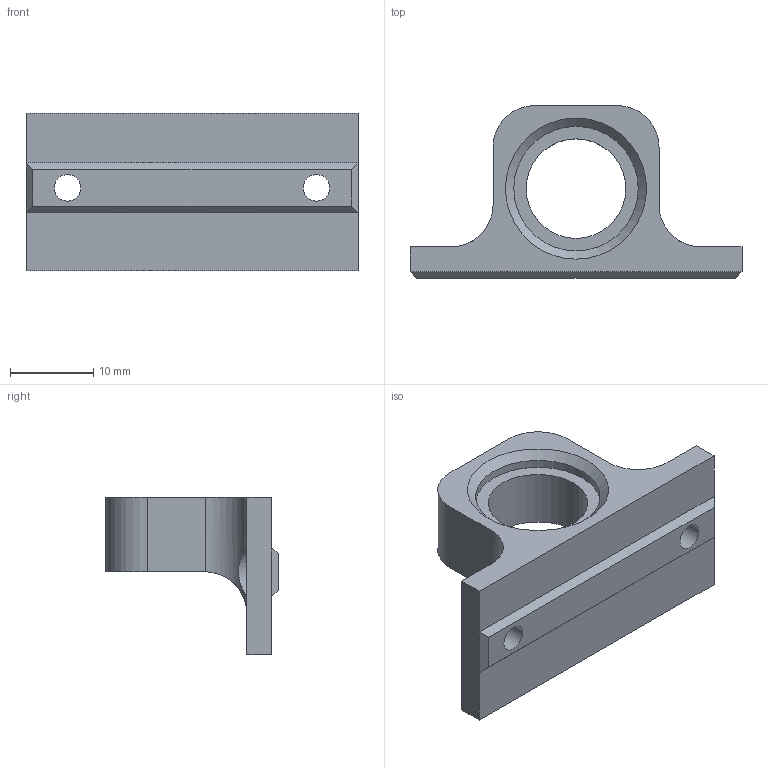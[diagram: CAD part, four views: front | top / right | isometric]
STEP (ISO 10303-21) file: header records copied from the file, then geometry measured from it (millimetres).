
FILE_DESCRIPTION(/* description */ (''),/* implementation_level */ '2;1');
FILE_NAME(/* name */ 'K3 power button v1.step',/* time_stamp */ '2024-08-07T17:04:46+03:00',/* author */ (''),/* organization */ (''),/* preprocessor_version */ 'ST-DEVELOPER v20',/* originating_system */ 'Autodesk Translation Framework v13.14.0.145',/* authorisation */ '');
FILE_SCHEMA (('AUTOMOTIVE_DESIGN { 1 0 10303 214 3 1 1 }'));
Length unit declared in the file: millimetre
Products named in the file (1): K3 power button
Bounding box: 40 x 20.8 x 19 mm (x, y, z)
Volume: 4170.5 mm3; surface area: 2967.8 mm2
Topology: 1 solids, 1 shells, 32 faces, 82 edges, 53 vertices
Faces by surface type: plane 18, cylinder 13, cone 1
Full cylindrical faces by diameter (mm): 3.2 x2, 12 x1, 15 x1
Entity records: 1058 total; most frequent: CARTESIAN_POINT 226, ORIENTED_EDGE 164, DIRECTION 163, EDGE_CURVE 82, LINE 55, VECTOR 55, AXIS2_PLACEMENT_3D 54, VERTEX_POINT 53
